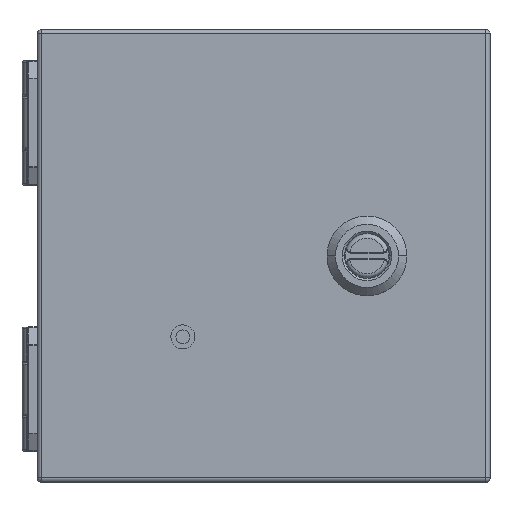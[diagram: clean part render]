
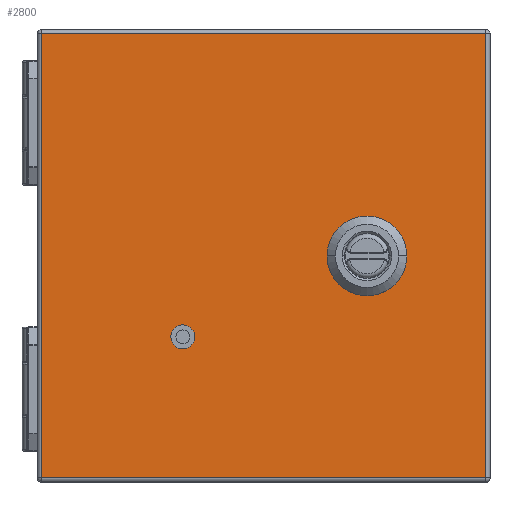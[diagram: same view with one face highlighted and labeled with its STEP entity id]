
A CAD part, top view. The second image highlights one B-rep face of the part: STEP entity #2800.
In plain terms, the highlighted planar face has unit normal (0, 0, 1).
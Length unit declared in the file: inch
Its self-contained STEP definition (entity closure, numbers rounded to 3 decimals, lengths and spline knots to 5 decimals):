
#14 = EDGE_CURVE ( 'NONE', #13481, #16779, #1383, .T. ) ;
#929 = ORIENTED_EDGE ( 'NONE', *, *, #24489, .F. ) ;
#990 = CARTESIAN_POINT ( 'NONE',  ( -3.1102, 3.1277, 4.107 ) ) ;
#1375 = LINE ( 'NONE', #6633, #12904 ) ;
#1383 = CIRCLE ( 'NONE', #24753, 0.443 ) ;
#1526 = CARTESIAN_POINT ( 'NONE',  ( -1.21875, -1.1395, 4.107 ) ) ;
#1550 = CARTESIAN_POINT ( 'NONE',  ( 2.0173, -0.3959, 4.107 ) ) ;
#1590 = AXIS2_PLACEMENT_3D ( 'NONE', #13861, #18671, #6824 ) ;
#1659 = EDGE_CURVE ( 'NONE', #16779, #3603, #26793, .T. ) ;
#1782 = LINE ( 'NONE', #20785, #8260 ) ;
#1940 = DIRECTION ( 'NONE',  ( -1., 0., 0. ) ) ;
#2341 = EDGE_CURVE ( 'NONE', #3603, #22888, #20545, .T. ) ;
#2457 = VECTOR ( 'NONE', #8064, 39.37008 ) ;
#2458 = VERTEX_POINT ( 'NONE', #30163 ) ;
#2568 = DIRECTION ( 'NONE',  ( 0., 0., 1. ) ) ;
#2800 = ADVANCED_FACE ( 'NONE', ( #7125, #26159, #16634 ), #11973, .T. ) ;
#3186 = CARTESIAN_POINT ( 'NONE',  ( 1.67058, -0.3959, 4.107 ) ) ;
#3521 = DIRECTION ( 'NONE',  ( 0., 0., 1. ) ) ;
#3562 = DIRECTION ( 'NONE',  ( -1., 0., 0. ) ) ;
#3603 = VERTEX_POINT ( 'NONE', #24665 ) ;
#3622 = ORIENTED_EDGE ( 'NONE', *, *, #8337, .T. ) ;
#3714 = CARTESIAN_POINT ( 'NONE',  ( 1.472, 0.0001, 4.107 ) ) ;
#3822 = LINE ( 'NONE', #6591, #23240 ) ;
#4287 = EDGE_CURVE ( 'NONE', #8389, #8389, #5077, .T. ) ;
#4539 = VECTOR ( 'NONE', #19476, 39.37008 ) ;
#5077 = CIRCLE ( 'NONE', #1590, 0.09655 ) ;
#5196 = CARTESIAN_POINT ( 'NONE',  ( 1.472, 0.0001, 4.107 ) ) ;
#5674 = CARTESIAN_POINT ( 'NONE',  ( 1.472, 0.0001, 4.107 ) ) ;
#5983 = VERTEX_POINT ( 'NONE', #10129 ) ;
#6078 = ORIENTED_EDGE ( 'NONE', *, *, #1659, .F. ) ;
#6245 = EDGE_LOOP ( 'NONE', ( #9985 ) ) ;
#6294 = ORIENTED_EDGE ( 'NONE', *, *, #2341, .F. ) ;
#6324 = VECTOR ( 'NONE', #10314, 39.37008 ) ;
#6591 = CARTESIAN_POINT ( 'NONE',  ( 1.868, -1.9999, 4.107 ) ) ;
#6633 = CARTESIAN_POINT ( 'NONE',  ( -3.1102, -3.1875, 4.107 ) ) ;
#6824 = DIRECTION ( 'NONE',  ( -1., 0., 0. ) ) ;
#6881 = EDGE_CURVE ( 'NONE', #22888, #15379, #15787, .T. ) ;
#6934 = CARTESIAN_POINT ( 'NONE',  ( 1.472, 0.0001, 4.107 ) ) ;
#7125 = FACE_BOUND ( 'NONE', #9723, .T. ) ;
#7355 = EDGE_CURVE ( 'NONE', #8691, #24974, #8853, .T. ) ;
#8064 = DIRECTION ( 'NONE',  ( -1., 0., 0. ) ) ;
#8260 = VECTOR ( 'NONE', #1940, 39.37008 ) ;
#8329 = ORIENTED_EDGE ( 'NONE', *, *, #10127, .T. ) ;
#8337 = EDGE_CURVE ( 'NONE', #14481, #15518, #15825, .T. ) ;
#8389 = VERTEX_POINT ( 'NONE', #1526 ) ;
#8691 = VERTEX_POINT ( 'NONE', #27744 ) ;
#8770 = ORIENTED_EDGE ( 'NONE', *, *, #6881, .F. ) ;
#8853 = LINE ( 'NONE', #1550, #11329 ) ;
#8891 = CARTESIAN_POINT ( 'NONE',  ( 1.076, 0.19868, 4.107 ) ) ;
#9118 = AXIS2_PLACEMENT_3D ( 'NONE', #21465, #19134, #16792 ) ;
#9521 = CARTESIAN_POINT ( 'NONE',  ( 1.076, -0.19848, 4.107 ) ) ;
#9723 = EDGE_LOOP ( 'NONE', ( #6294, #6078, #12954, #929, #13256, #13774, #19115, #8770 ) ) ;
#9884 = VERTEX_POINT ( 'NONE', #990 ) ;
#9985 = ORIENTED_EDGE ( 'NONE', *, *, #4287, .F. ) ;
#10127 = EDGE_CURVE ( 'NONE', #2458, #14481, #28529, .T. ) ;
#10129 = CARTESIAN_POINT ( 'NONE',  ( 1.868, -0.19848, 4.107 ) ) ;
#10314 = DIRECTION ( 'NONE',  ( 0., -1., 0. ) ) ;
#11329 = VECTOR ( 'NONE', #23338, 39.37008 ) ;
#11894 = EDGE_CURVE ( 'NONE', #24974, #5983, #30077, .T. ) ;
#11973 = PLANE ( 'NONE',  #9118 ) ;
#12210 = DIRECTION ( 'NONE',  ( -1., 0., 0. ) ) ;
#12586 = CARTESIAN_POINT ( 'NONE',  ( 2.0173, 0.3961, 4.107 ) ) ;
#12639 = AXIS2_PLACEMENT_3D ( 'NONE', #6934, #28923, #21580 ) ;
#12897 = EDGE_CURVE ( 'NONE', #15518, #9884, #1782, .T. ) ;
#12904 = VECTOR ( 'NONE', #27864, 39.37008 ) ;
#12954 = ORIENTED_EDGE ( 'NONE', *, *, #14, .F. ) ;
#12974 = EDGE_CURVE ( 'NONE', #15379, #8691, #14246, .T. ) ;
#13256 = ORIENTED_EDGE ( 'NONE', *, *, #11894, .F. ) ;
#13345 = EDGE_LOOP ( 'NONE', ( #8329, #3622, #15940, #29712 ) ) ;
#13376 = DIRECTION ( 'NONE',  ( 0., 0., 1. ) ) ;
#13481 = VERTEX_POINT ( 'NONE', #24048 ) ;
#13621 = DIRECTION ( 'NONE',  ( 0., 1., 0. ) ) ;
#13774 = ORIENTED_EDGE ( 'NONE', *, *, #7355, .F. ) ;
#13861 = CARTESIAN_POINT ( 'NONE',  ( -1.1222, -1.1395, 4.107 ) ) ;
#14246 = CIRCLE ( 'NONE', #27203, 0.443 ) ;
#14481 = VERTEX_POINT ( 'NONE', #19151 ) ;
#15379 = VERTEX_POINT ( 'NONE', #9521 ) ;
#15518 = VERTEX_POINT ( 'NONE', #17625 ) ;
#15787 = LINE ( 'NONE', #20137, #6324 ) ;
#15825 = LINE ( 'NONE', #27824, #22666 ) ;
#15940 = ORIENTED_EDGE ( 'NONE', *, *, #12897, .T. ) ;
#16634 = FACE_OUTER_BOUND ( 'NONE', #13345, .T. ) ;
#16779 = VERTEX_POINT ( 'NONE', #27264 ) ;
#16792 = DIRECTION ( 'NONE',  ( -1., 0., 0. ) ) ;
#17625 = CARTESIAN_POINT ( 'NONE',  ( 3.145, 3.1277, 4.107 ) ) ;
#18671 = DIRECTION ( 'NONE',  ( 0., 0., 1. ) ) ;
#19115 = ORIENTED_EDGE ( 'NONE', *, *, #12974, .F. ) ;
#19134 = DIRECTION ( 'NONE',  ( 0., 0., 1. ) ) ;
#19151 = CARTESIAN_POINT ( 'NONE',  ( 3.145, -3.1275, 4.107 ) ) ;
#19476 = DIRECTION ( 'NONE',  ( 1., 0., 0. ) ) ;
#20137 = CARTESIAN_POINT ( 'NONE',  ( 1.076, -1.9999, 4.107 ) ) ;
#20545 = CIRCLE ( 'NONE', #28032, 0.443 ) ;
#20785 = CARTESIAN_POINT ( 'NONE',  ( -3.1702, 3.1277, 4.107 ) ) ;
#21465 = CARTESIAN_POINT ( 'NONE',  ( 2.0173, -1.9999, 4.107 ) ) ;
#21526 = EDGE_CURVE ( 'NONE', #9884, #2458, #1375, .T. ) ;
#21580 = DIRECTION ( 'NONE',  ( -1., 0., 0. ) ) ;
#22666 = VECTOR ( 'NONE', #13621, 39.37008 ) ;
#22888 = VERTEX_POINT ( 'NONE', #8891 ) ;
#23240 = VECTOR ( 'NONE', #27826, 39.37008 ) ;
#23338 = DIRECTION ( 'NONE',  ( 1., 0., 0. ) ) ;
#23988 = CARTESIAN_POINT ( 'NONE',  ( 3.205, -3.1275, 4.107 ) ) ;
#24048 = CARTESIAN_POINT ( 'NONE',  ( 1.868, 0.19868, 4.107 ) ) ;
#24489 = EDGE_CURVE ( 'NONE', #5983, #13481, #3822, .T. ) ;
#24665 = CARTESIAN_POINT ( 'NONE',  ( 1.27342, 0.3961, 4.107 ) ) ;
#24753 = AXIS2_PLACEMENT_3D ( 'NONE', #3714, #13376, #3562 ) ;
#24974 = VERTEX_POINT ( 'NONE', #3186 ) ;
#26159 = FACE_BOUND ( 'NONE', #6245, .T. ) ;
#26793 = LINE ( 'NONE', #12586, #2457 ) ;
#27203 = AXIS2_PLACEMENT_3D ( 'NONE', #5196, #2568, #12210 ) ;
#27264 = CARTESIAN_POINT ( 'NONE',  ( 1.67058, 0.3961, 4.107 ) ) ;
#27744 = CARTESIAN_POINT ( 'NONE',  ( 1.27342, -0.3959, 4.107 ) ) ;
#27824 = CARTESIAN_POINT ( 'NONE',  ( 3.145, 3.1877, 4.107 ) ) ;
#27826 = DIRECTION ( 'NONE',  ( 0., 1., 0. ) ) ;
#27864 = DIRECTION ( 'NONE',  ( 0., -1., 0. ) ) ;
#28032 = AXIS2_PLACEMENT_3D ( 'NONE', #5674, #3521, #29869 ) ;
#28529 = LINE ( 'NONE', #23988, #4539 ) ;
#28923 = DIRECTION ( 'NONE',  ( 0., 0., 1. ) ) ;
#29712 = ORIENTED_EDGE ( 'NONE', *, *, #21526, .T. ) ;
#29869 = DIRECTION ( 'NONE',  ( -1., 0., 0. ) ) ;
#30077 = CIRCLE ( 'NONE', #12639, 0.443 ) ;
#30163 = CARTESIAN_POINT ( 'NONE',  ( -3.1102, -3.1275, 4.107 ) ) ;
